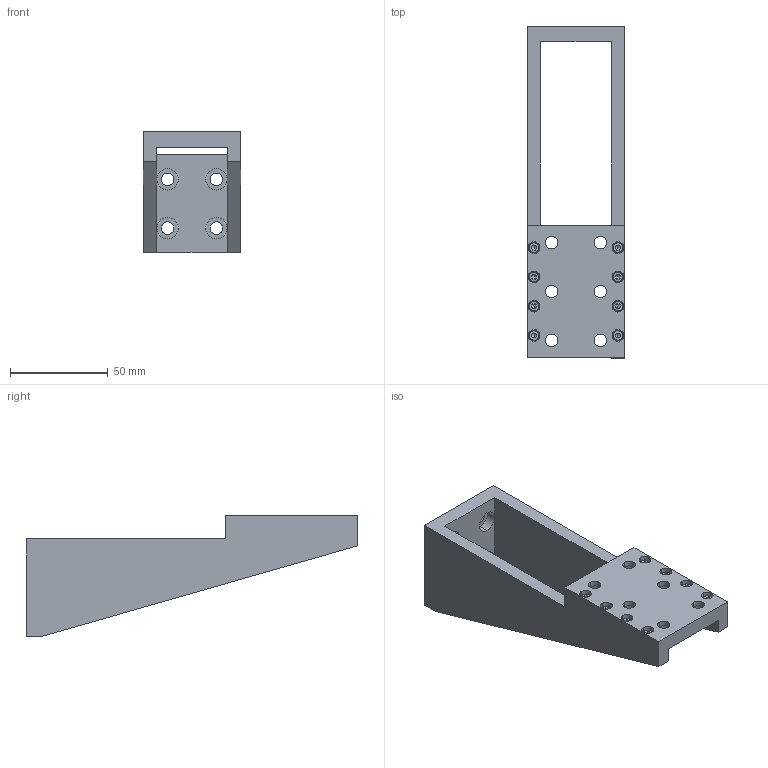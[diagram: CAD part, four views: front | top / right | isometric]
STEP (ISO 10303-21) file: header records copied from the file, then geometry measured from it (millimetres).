
FILE_DESCRIPTION (( 'STEP AP203' ), '1' );
FILE_NAME ('2AB175.STEP', '2012-05-03T06:14:46', ( 'ramunas' ), ( '' ), 'SwSTEP 2.0', 'SolidWorks 2003240', '' );
FILE_SCHEMA (( 'CONFIG_CONTROL_DESIGN' ));
Length unit declared in the file: millimetre
Products named in the file (1): 2AB175
Bounding box: 50 x 170 x 62 mm (x, y, z)
Volume: 104604.7 mm3; surface area: 41164.5 mm2
Topology: 1 solids, 29 shells, 470 faces, 1138 edges, 710 vertices
Faces by surface type: cylinder 180, plane 178, cone 84, bspline 28
Entity records: 14087 total; most frequent: CARTESIAN_POINT 3205, DIRECTION 2308, ORIENTED_EDGE 2164, EDGE_CURVE 1082, AXIS2_PLACEMENT_3D 913, VERTEX_POINT 710, EDGE_LOOP 560, VECTOR 482
